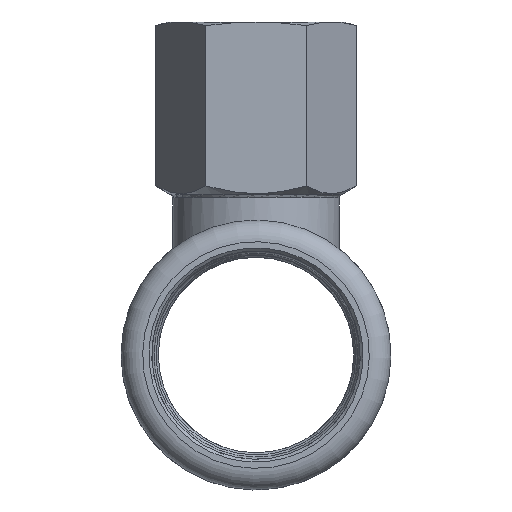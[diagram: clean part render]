
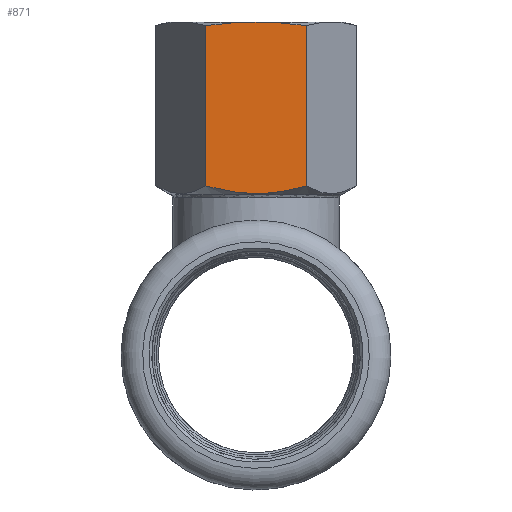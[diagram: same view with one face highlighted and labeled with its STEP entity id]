
A CAD part, left-side view. The second image highlights one B-rep face of the part: STEP entity #871.
In plain terms, the highlighted planar face has unit normal (-1, 0, 0).
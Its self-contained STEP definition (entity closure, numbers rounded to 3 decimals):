
#50=B_SPLINE_CURVE_WITH_KNOTS('',5,(#1439,#1440,#1441,#1442,#1443,#1444,
#1445,#1446,#1447,#1448,#1449,#1450),.UNSPECIFIED.,.F.,.F.,(6,3,3,6),(0.,
31.404,73.992,105.821),.UNSPECIFIED.);
#63=PLANE('',#964);
#80=(
BOUNDED_CURVE()
B_SPLINE_CURVE(2,(#1393,#1394,#1395),.UNSPECIFIED.,.F.,.F.)
B_SPLINE_CURVE_WITH_KNOTS((3,3),(10.66,13.866),
 .UNSPECIFIED.)
CURVE()
GEOMETRIC_REPRESENTATION_ITEM()
RATIONAL_B_SPLINE_CURVE((4.849,4.849,4.501))
REPRESENTATION_ITEM('')
);
#82=(
BOUNDED_CURVE()
B_SPLINE_CURVE(2,(#1403,#1404,#1405),.UNSPECIFIED.,.F.,.F.)
B_SPLINE_CURVE_WITH_KNOTS((3,3),(7.454,10.66),
 .UNSPECIFIED.)
CURVE()
GEOMETRIC_REPRESENTATION_ITEM()
RATIONAL_B_SPLINE_CURVE((4.501,4.849,4.849))
REPRESENTATION_ITEM('')
);
#98=FACE_OUTER_BOUND('',#154,.T.);
#154=EDGE_LOOP('',(#584,#585,#586,#587,#588));
#210=LINE('',#1487,#238);
#211=LINE('',#1489,#239);
#238=VECTOR('',#1118,1.);
#239=VECTOR('',#1121,1.);
#346=VERTEX_POINT('',#1391);
#347=VERTEX_POINT('',#1392);
#348=VERTEX_POINT('',#1402);
#353=VERTEX_POINT('',#1425);
#354=VERTEX_POINT('',#1438);
#425=EDGE_CURVE('',#346,#347,#80,.T.);
#429=EDGE_CURVE('',#348,#346,#82,.T.);
#438=EDGE_CURVE('',#354,#353,#50,.T.);
#445=EDGE_CURVE('',#348,#353,#210,.F.);
#446=EDGE_CURVE('',#347,#354,#211,.F.);
#584=ORIENTED_EDGE('',*,*,#446,.T.);
#585=ORIENTED_EDGE('',*,*,#438,.T.);
#586=ORIENTED_EDGE('',*,*,#445,.F.);
#587=ORIENTED_EDGE('',*,*,#429,.T.);
#588=ORIENTED_EDGE('',*,*,#425,.T.);
#871=ADVANCED_FACE('',(#98),#63,.F.);
#964=AXIS2_PLACEMENT_3D('',#1488,#1119,#1120);
#1118=DIRECTION('',(0.,0.,1.));
#1119=DIRECTION('center_axis',(1.,0.,0.));
#1120=DIRECTION('ref_axis',(0.,-1.,0.));
#1121=DIRECTION('',(0.,0.,1.));
#1391=CARTESIAN_POINT('',(-12.,0.,46.));
#1392=CARTESIAN_POINT('',(-12.,6.928,45.503));
#1393=CARTESIAN_POINT('Ctrl Pts',(-12.,0.,46.));
#1394=CARTESIAN_POINT('Ctrl Pts',(-12.,3.215,46.));
#1395=CARTESIAN_POINT('Ctrl Pts',(-12.,6.928,45.503));
#1402=CARTESIAN_POINT('',(-12.,-6.928,45.503));
#1403=CARTESIAN_POINT('Ctrl Pts',(-12.,-6.928,45.503));
#1404=CARTESIAN_POINT('Ctrl Pts',(-12.,-3.215,46.));
#1405=CARTESIAN_POINT('Ctrl Pts',(-12.,0.,46.));
#1425=CARTESIAN_POINT('',(-12.,-6.928,23.349));
#1438=CARTESIAN_POINT('',(-12.,6.928,23.349));
#1439=CARTESIAN_POINT('Ctrl Pts',(-12.,6.928,23.349));
#1440=CARTESIAN_POINT('Ctrl Pts',(-12.,5.941,23.064));
#1441=CARTESIAN_POINT('Ctrl Pts',(-12.,5.037,22.841));
#1442=CARTESIAN_POINT('Ctrl Pts',(-12.,4.19,22.667));
#1443=CARTESIAN_POINT('Ctrl Pts',(-12.,2.286,22.353));
#1444=CARTESIAN_POINT('Ctrl Pts',(-12.,0.525,22.248));
#1445=CARTESIAN_POINT('Ctrl Pts',(-12.,-0.475,22.246));
#1446=CARTESIAN_POINT('Ctrl Pts',(-12.,-2.245,22.348));
#1447=CARTESIAN_POINT('Ctrl Pts',(-12.,-4.156,22.66));
#1448=CARTESIAN_POINT('Ctrl Pts',(-12.,-5.013,22.835));
#1449=CARTESIAN_POINT('Ctrl Pts',(-12.,-5.928,23.06));
#1450=CARTESIAN_POINT('Ctrl Pts',(-12.,-6.928,23.349));
#1487=CARTESIAN_POINT('',(-12.,-6.928,34.426));
#1488=CARTESIAN_POINT('Origin',(-12.,6.928,46.));
#1489=CARTESIAN_POINT('',(-12.,6.928,34.426));
